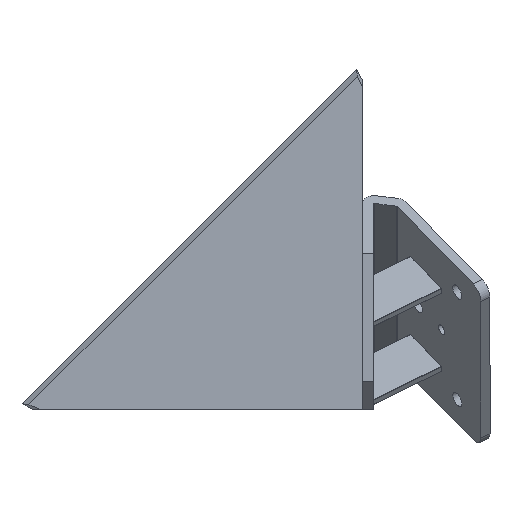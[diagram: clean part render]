
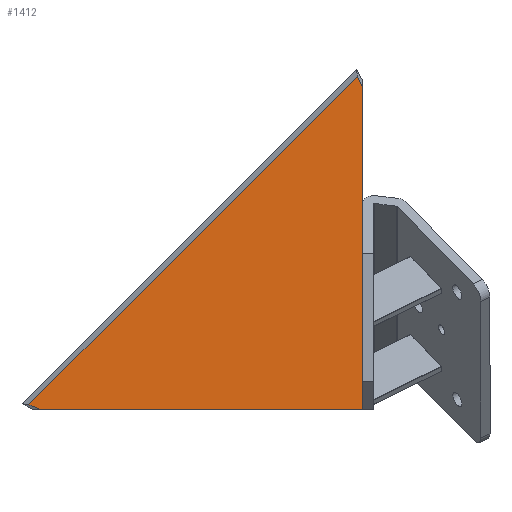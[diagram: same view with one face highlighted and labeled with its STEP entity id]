
A CAD part, left-side view. The second image highlights one B-rep face of the part: STEP entity #1412.
In plain terms, the highlighted planar face has unit normal (-1, 0, 0).
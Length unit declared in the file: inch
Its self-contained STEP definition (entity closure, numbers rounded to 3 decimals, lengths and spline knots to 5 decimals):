
#25 = CARTESIAN_POINT ( 'NONE',  ( 0.23622, 4.77297, 0.23622 ) ) ;
#35 = DIRECTION ( 'NONE',  ( 0., 0., -1. ) ) ;
#46 = VERTEX_POINT ( 'NONE', #942 ) ;
#50 = LINE ( 'NONE', #2054, #1074 ) ;
#53 = VECTOR ( 'NONE', #630, 39.37008 ) ;
#78 = DIRECTION ( 'NONE',  ( 0., -0.707, 0.707 ) ) ;
#176 = VERTEX_POINT ( 'NONE', #772 ) ;
#294 = DIRECTION ( 'NONE',  ( 1., 0., 0. ) ) ;
#333 = VERTEX_POINT ( 'NONE', #610 ) ;
#405 = DIRECTION ( 'NONE',  ( 0., 0., -1. ) ) ;
#514 = PLANE ( 'NONE',  #1435 ) ;
#584 = CARTESIAN_POINT ( 'NONE',  ( 0.23622, 0.36847, 9.74216 ) ) ;
#610 = CARTESIAN_POINT ( 'NONE',  ( 0.23622, 9.74216, 0.36847 ) ) ;
#630 = DIRECTION ( 'NONE',  ( 0., -0.404, -0.915 ) ) ;
#649 = ORIENTED_EDGE ( 'NONE', *, *, #1793, .F. ) ;
#656 = LINE ( 'NONE', #2823, #2121 ) ;
#674 = LINE ( 'NONE', #25, #2445 ) ;
#750 = FACE_OUTER_BOUND ( 'NONE', #2114, .T. ) ;
#772 = CARTESIAN_POINT ( 'NONE',  ( 0.23622, 9.44311, 0.23622 ) ) ;
#940 = VECTOR ( 'NONE', #405, 39.37008 ) ;
#942 = CARTESIAN_POINT ( 'NONE',  ( 0.23622, 0.36847, 9.74216 ) ) ;
#1062 = EDGE_CURVE ( 'NONE', #333, #46, #50, .T. ) ;
#1074 = VECTOR ( 'NONE', #78, 39.37008 ) ;
#1119 = VERTEX_POINT ( 'NONE', #2136 ) ;
#1228 = EDGE_CURVE ( 'NONE', #176, #333, #656, .T. ) ;
#1412 = ADVANCED_FACE ( 'NONE', ( #750 ), #514, .F. ) ;
#1435 = AXIS2_PLACEMENT_3D ( 'NONE', #1621, #294, #35 ) ;
#1498 = CARTESIAN_POINT ( 'NONE',  ( 0.23622, 0.23622, 0. ) ) ;
#1556 = CARTESIAN_POINT ( 'NONE',  ( 0.23622, 0.23622, 9.44311 ) ) ;
#1621 = CARTESIAN_POINT ( 'NONE',  ( 0.23622, 4.77297, 0. ) ) ;
#1672 = LINE ( 'NONE', #584, #53 ) ;
#1732 = VERTEX_POINT ( 'NONE', #1556 ) ;
#1793 = EDGE_CURVE ( 'NONE', #1732, #1119, #2613, .T. ) ;
#2054 = CARTESIAN_POINT ( 'NONE',  ( 0.23622, 9.74216, 0.36847 ) ) ;
#2090 = ORIENTED_EDGE ( 'NONE', *, *, #2495, .F. ) ;
#2114 = EDGE_LOOP ( 'NONE', ( #2090, #2411, #2245, #2332, #649 ) ) ;
#2121 = VECTOR ( 'NONE', #2164, 39.37008 ) ;
#2136 = CARTESIAN_POINT ( 'NONE',  ( 0.23622, 0.23622, 0.23622 ) ) ;
#2164 = DIRECTION ( 'NONE',  ( 0., 0.915, 0.404 ) ) ;
#2245 = ORIENTED_EDGE ( 'NONE', *, *, #1228, .F. ) ;
#2332 = ORIENTED_EDGE ( 'NONE', *, *, #2642, .F. ) ;
#2411 = ORIENTED_EDGE ( 'NONE', *, *, #1062, .F. ) ;
#2445 = VECTOR ( 'NONE', #2827, 39.37008 ) ;
#2495 = EDGE_CURVE ( 'NONE', #46, #1732, #1672, .T. ) ;
#2613 = LINE ( 'NONE', #1498, #940 ) ;
#2642 = EDGE_CURVE ( 'NONE', #1119, #176, #674, .T. ) ;
#2823 = CARTESIAN_POINT ( 'NONE',  ( 0.23622, 9.44311, 0.23622 ) ) ;
#2827 = DIRECTION ( 'NONE',  ( 0., 1., 0. ) ) ;
